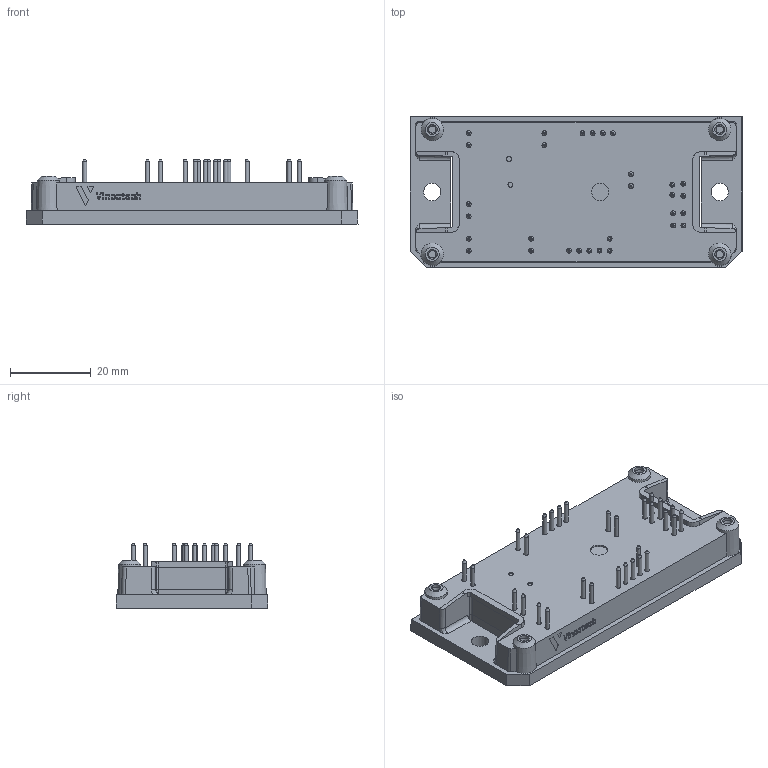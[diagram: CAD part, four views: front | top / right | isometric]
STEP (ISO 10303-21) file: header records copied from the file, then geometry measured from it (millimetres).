
FILE_DESCRIPTION(/* description */ ('Unknown'),/* implementation_level */ '2;1');
FILE_NAME(/* name */ 'Flow1-4T12W-M820(300)-01-OL',/* time_stamp */ '2018-04-06T13:14:34+02:00',/* author */ ('Unknown'),/* organization */ ('Unknown'),/* preprocessor_version */ 'ST-DEVELOPER v16.7',/* originating_system */ 'DEX',/* authorisation */ $);
FILE_SCHEMA (('AUTOMOTIVE_DESIGN {1 0 10303 214 3 1 1}'));
Length unit declared in the file: millimetre
Products named in the file (1): Flow1-4T12W-M820-01-OL
Bounding box: 82 x 37.4 x 16.23 mm (x, y, z)
Volume: 25872.7 mm3; surface area: 11017.1 mm2
Topology: 13 solids, 13 shells, 520 faces, 1287 edges, 861 vertices
Faces by surface type: plane 279, cylinder 115, bspline 80, cone 46
Full cylindrical faces by diameter (mm): 1 x30, 1.2 x32, 2.4 x4, 4.3 x3
Entity records: 17776 total; most frequent: CARTESIAN_POINT 4154, ORIENTED_EDGE 2194, DIRECTION 2111, EDGE_CURVE 1097, VERTEX_POINT 786, AXIS2_PLACEMENT_3D 737, EDGE_LOOP 715, FACE_BOUND 715
